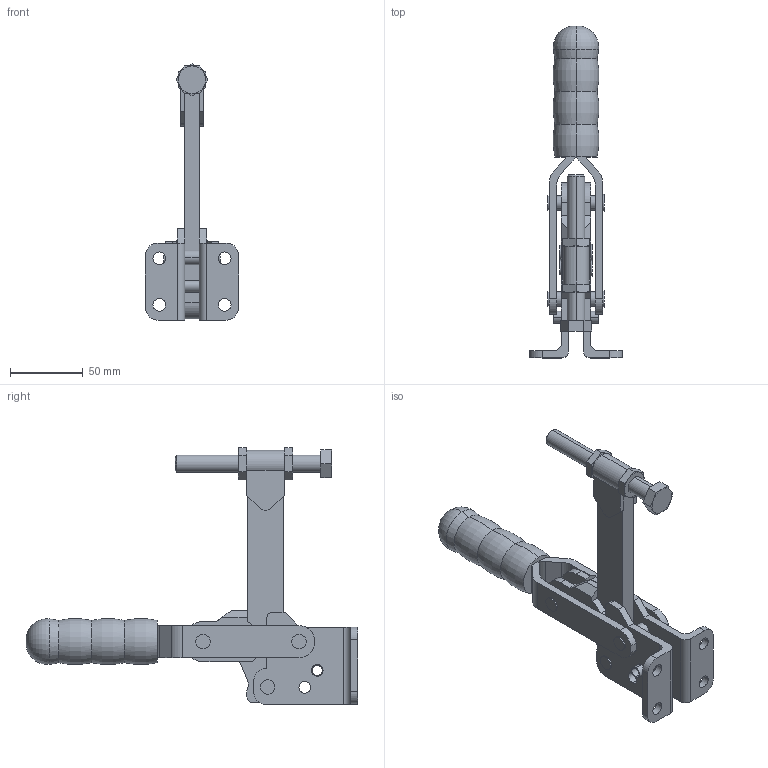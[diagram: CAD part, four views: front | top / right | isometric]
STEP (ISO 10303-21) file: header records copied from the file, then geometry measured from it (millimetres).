
FILE_DESCRIPTION( ( '' ), '1' );
FILE_NAME( 'K0061.0450GESCHLOSSEN.stp', '2012-10-29T15:45:37', ( '' ), ( '' ), ' ', ' ', ' ' );
FILE_SCHEMA( ( 'CONFIG_CONTROL_DESIGN' ) );
Length unit declared in the file: millimetre
Products named in the file (9): 1; 2; 3; 4; 5; 6; 7; 8; 9
Bounding box: 64 x 228 x 176.12 mm (x, y, z)
Volume: 217386.7 mm3; surface area: 78358.5 mm2
Topology: 9 solids, 9 shells, 278 faces, 682 edges, 439 vertices
Faces by surface type: plane 119, cylinder 105, cone 44, torus 10
Entity records: 8637 total; most frequent: CARTESIAN_POINT 1528, DIRECTION 1479, ORIENTED_EDGE 1364, EDGE_CURVE 682, AXIS2_PLACEMENT_3D 570, VERTEX_POINT 439, LINE 339, VECTOR 339
